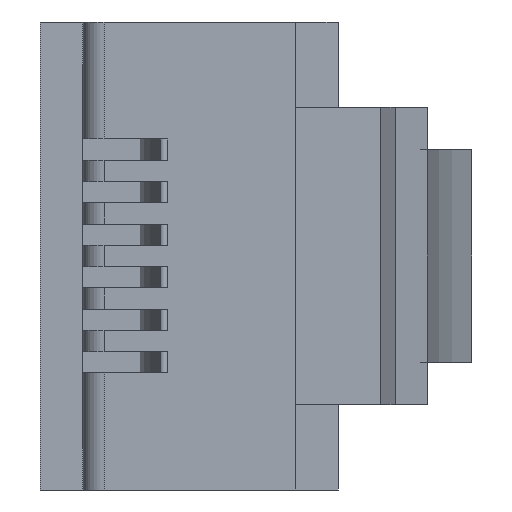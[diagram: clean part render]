
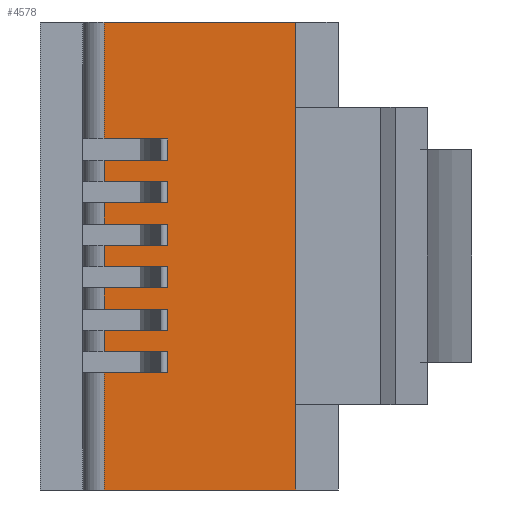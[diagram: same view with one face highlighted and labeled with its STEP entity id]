
A CAD part, left-side view. The second image highlights one B-rep face of the part: STEP entity #4578.
In plain terms, the highlighted face is planar.
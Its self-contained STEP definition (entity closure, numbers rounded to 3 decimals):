
#188=PLANE('',#4900);
#366=FACE_OUTER_BOUND('',#613,.T.);
#613=EDGE_LOOP('',(#3398,#3399,#3400,#3401,#3402,#3403,#3404,#3405,#3406,
#3407,#3408,#3409,#3410,#3411,#3412,#3413,#3414,#3415,#3416,#3417,#3418,
#3419,#3420,#3421,#3422,#3423,#3424,#3425,#3426,#3427));
#858=LINE('',#6709,#1385);
#862=LINE('',#6718,#1389);
#866=LINE('',#6727,#1393);
#870=LINE('',#6736,#1397);
#874=LINE('',#6745,#1401);
#878=LINE('',#6754,#1405);
#892=LINE('',#6788,#1419);
#898=LINE('',#6800,#1425);
#939=LINE('',#6883,#1466);
#947=LINE('',#6898,#1474);
#951=LINE('',#6907,#1478);
#959=LINE('',#6922,#1486);
#963=LINE('',#6931,#1490);
#971=LINE('',#6946,#1498);
#975=LINE('',#6955,#1502);
#983=LINE('',#6970,#1510);
#987=LINE('',#6979,#1514);
#995=LINE('',#6994,#1522);
#999=LINE('',#7003,#1526);
#1007=LINE('',#7018,#1534);
#1011=LINE('',#7025,#1538);
#1012=LINE('',#7027,#1539);
#1013=LINE('',#7029,#1540);
#1014=LINE('',#7030,#1541);
#1015=LINE('',#7031,#1542);
#1016=LINE('',#7032,#1543);
#1017=LINE('',#7033,#1544);
#1018=LINE('',#7034,#1545);
#1019=LINE('',#7035,#1546);
#1020=LINE('',#7036,#1547);
#1385=VECTOR('',#5355,1000.);
#1389=VECTOR('',#5361,1000.);
#1393=VECTOR('',#5367,1000.);
#1397=VECTOR('',#5373,1000.);
#1401=VECTOR('',#5379,1000.);
#1405=VECTOR('',#5385,1000.);
#1419=VECTOR('',#5407,1000.);
#1425=VECTOR('',#5415,1000.);
#1466=VECTOR('',#5464,1000.);
#1474=VECTOR('',#5476,1000.);
#1478=VECTOR('',#5486,1000.);
#1486=VECTOR('',#5498,1000.);
#1490=VECTOR('',#5508,1000.);
#1498=VECTOR('',#5520,1000.);
#1502=VECTOR('',#5530,1000.);
#1510=VECTOR('',#5542,1000.);
#1514=VECTOR('',#5552,1000.);
#1522=VECTOR('',#5564,1000.);
#1526=VECTOR('',#5574,1000.);
#1534=VECTOR('',#5586,1000.);
#1538=VECTOR('',#5594,1000.);
#1539=VECTOR('',#5595,1000.);
#1540=VECTOR('',#5596,1000.);
#1541=VECTOR('',#5597,1000.);
#1542=VECTOR('',#5598,1000.);
#1543=VECTOR('',#5599,1000.);
#1544=VECTOR('',#5600,1000.);
#1545=VECTOR('',#5601,1000.);
#1546=VECTOR('',#5602,1000.);
#1547=VECTOR('',#5603,1000.);
#1996=VERTEX_POINT('',#6703);
#1998=VERTEX_POINT('',#6707);
#2000=VERTEX_POINT('',#6712);
#2002=VERTEX_POINT('',#6716);
#2004=VERTEX_POINT('',#6721);
#2006=VERTEX_POINT('',#6725);
#2008=VERTEX_POINT('',#6730);
#2010=VERTEX_POINT('',#6734);
#2012=VERTEX_POINT('',#6739);
#2014=VERTEX_POINT('',#6743);
#2016=VERTEX_POINT('',#6748);
#2018=VERTEX_POINT('',#6752);
#2033=VERTEX_POINT('',#6785);
#2034=VERTEX_POINT('',#6787);
#2038=VERTEX_POINT('',#6798);
#2039=VERTEX_POINT('',#6799);
#2077=VERTEX_POINT('',#6881);
#2082=VERTEX_POINT('',#6897);
#2084=VERTEX_POINT('',#6905);
#2089=VERTEX_POINT('',#6921);
#2091=VERTEX_POINT('',#6929);
#2096=VERTEX_POINT('',#6945);
#2098=VERTEX_POINT('',#6953);
#2103=VERTEX_POINT('',#6969);
#2105=VERTEX_POINT('',#6977);
#2110=VERTEX_POINT('',#6993);
#2112=VERTEX_POINT('',#7001);
#2117=VERTEX_POINT('',#7017);
#2119=VERTEX_POINT('',#7026);
#2120=VERTEX_POINT('',#7028);
#2462=EDGE_CURVE('',#1998,#1996,#858,.T.);
#2466=EDGE_CURVE('',#2002,#2000,#862,.T.);
#2470=EDGE_CURVE('',#2006,#2004,#866,.T.);
#2474=EDGE_CURVE('',#2010,#2008,#870,.T.);
#2478=EDGE_CURVE('',#2014,#2012,#874,.T.);
#2482=EDGE_CURVE('',#2018,#2016,#878,.T.);
#2497=EDGE_CURVE('',#2033,#2034,#892,.T.);
#2503=EDGE_CURVE('',#2038,#2039,#898,.T.);
#2546=EDGE_CURVE('',#2077,#1998,#939,.T.);
#2554=EDGE_CURVE('',#1996,#2082,#947,.T.);
#2560=EDGE_CURVE('',#2002,#2084,#951,.T.);
#2568=EDGE_CURVE('',#2000,#2089,#959,.T.);
#2574=EDGE_CURVE('',#2091,#2006,#963,.T.);
#2582=EDGE_CURVE('',#2096,#2004,#971,.T.);
#2588=EDGE_CURVE('',#2098,#2010,#975,.T.);
#2596=EDGE_CURVE('',#2008,#2103,#983,.T.);
#2602=EDGE_CURVE('',#2105,#2014,#987,.T.);
#2610=EDGE_CURVE('',#2110,#2012,#995,.T.);
#2616=EDGE_CURVE('',#2018,#2112,#999,.T.);
#2624=EDGE_CURVE('',#2117,#2016,#1007,.T.);
#2629=EDGE_CURVE('',#2077,#2038,#1011,.T.);
#2630=EDGE_CURVE('',#2119,#2039,#1012,.T.);
#2631=EDGE_CURVE('',#2120,#2119,#1013,.T.);
#2632=EDGE_CURVE('',#2034,#2120,#1014,.T.);
#2633=EDGE_CURVE('',#2033,#2117,#1015,.T.);
#2634=EDGE_CURVE('',#2112,#2110,#1016,.T.);
#2635=EDGE_CURVE('',#2105,#2103,#1017,.T.);
#2636=EDGE_CURVE('',#2098,#2096,#1018,.T.);
#2637=EDGE_CURVE('',#2091,#2089,#1019,.T.);
#2638=EDGE_CURVE('',#2084,#2082,#1020,.T.);
#3398=ORIENTED_EDGE('',*,*,#2546,.F.);
#3399=ORIENTED_EDGE('',*,*,#2629,.T.);
#3400=ORIENTED_EDGE('',*,*,#2503,.T.);
#3401=ORIENTED_EDGE('',*,*,#2630,.F.);
#3402=ORIENTED_EDGE('',*,*,#2631,.F.);
#3403=ORIENTED_EDGE('',*,*,#2632,.F.);
#3404=ORIENTED_EDGE('',*,*,#2497,.F.);
#3405=ORIENTED_EDGE('',*,*,#2633,.T.);
#3406=ORIENTED_EDGE('',*,*,#2624,.T.);
#3407=ORIENTED_EDGE('',*,*,#2482,.F.);
#3408=ORIENTED_EDGE('',*,*,#2616,.T.);
#3409=ORIENTED_EDGE('',*,*,#2634,.T.);
#3410=ORIENTED_EDGE('',*,*,#2610,.T.);
#3411=ORIENTED_EDGE('',*,*,#2478,.F.);
#3412=ORIENTED_EDGE('',*,*,#2602,.F.);
#3413=ORIENTED_EDGE('',*,*,#2635,.T.);
#3414=ORIENTED_EDGE('',*,*,#2596,.F.);
#3415=ORIENTED_EDGE('',*,*,#2474,.F.);
#3416=ORIENTED_EDGE('',*,*,#2588,.F.);
#3417=ORIENTED_EDGE('',*,*,#2636,.T.);
#3418=ORIENTED_EDGE('',*,*,#2582,.T.);
#3419=ORIENTED_EDGE('',*,*,#2470,.F.);
#3420=ORIENTED_EDGE('',*,*,#2574,.F.);
#3421=ORIENTED_EDGE('',*,*,#2637,.T.);
#3422=ORIENTED_EDGE('',*,*,#2568,.F.);
#3423=ORIENTED_EDGE('',*,*,#2466,.F.);
#3424=ORIENTED_EDGE('',*,*,#2560,.T.);
#3425=ORIENTED_EDGE('',*,*,#2638,.T.);
#3426=ORIENTED_EDGE('',*,*,#2554,.F.);
#3427=ORIENTED_EDGE('',*,*,#2462,.F.);
#4578=ADVANCED_FACE('',(#366),#188,.T.);
#4900=AXIS2_PLACEMENT_3D('',#7024,#5592,#5593);
#5355=DIRECTION('',(1.,0.,0.));
#5361=DIRECTION('',(1.,0.,0.));
#5367=DIRECTION('',(1.,0.,0.));
#5373=DIRECTION('',(1.,0.,0.));
#5379=DIRECTION('',(1.,0.,0.));
#5385=DIRECTION('',(1.,0.,0.));
#5407=DIRECTION('',(0.,-1.,0.));
#5415=DIRECTION('',(0.,-1.,0.));
#5464=DIRECTION('',(0.,-1.,0.));
#5476=DIRECTION('',(0.,1.,0.));
#5486=DIRECTION('',(0.,1.,0.));
#5498=DIRECTION('',(0.,1.,0.));
#5508=DIRECTION('',(0.,-1.,0.));
#5520=DIRECTION('',(0.,-1.,0.));
#5530=DIRECTION('',(0.,-1.,0.));
#5542=DIRECTION('',(0.,1.,0.));
#5552=DIRECTION('',(0.,-1.,0.));
#5564=DIRECTION('',(0.,-1.,0.));
#5574=DIRECTION('',(0.,1.,0.));
#5586=DIRECTION('',(0.,-1.,0.));
#5592=DIRECTION('center_axis',(0.,0.,1.));
#5593=DIRECTION('ref_axis',(1.,0.,0.));
#5594=DIRECTION('',(-1.,0.,0.));
#5595=DIRECTION('',(-1.,0.,0.));
#5596=DIRECTION('',(-1.,0.,0.));
#5597=DIRECTION('',(-1.,0.,0.));
#5598=DIRECTION('',(-1.,0.,0.));
#5599=DIRECTION('',(-1.,0.,0.));
#5600=DIRECTION('',(-1.,0.,0.));
#5601=DIRECTION('',(-1.,0.,0.));
#5602=DIRECTION('',(-1.,0.,0.));
#5603=DIRECTION('',(-1.,0.,0.));
#6703=CARTESIAN_POINT('',(-58.575,4.,0.));
#6707=CARTESIAN_POINT('',(-59.075,4.,0.));
#6709=CARTESIAN_POINT('',(0.,4.,0.));
#6712=CARTESIAN_POINT('',(-57.575,4.,0.));
#6716=CARTESIAN_POINT('',(-58.075,4.,0.));
#6718=CARTESIAN_POINT('',(0.,4.,0.));
#6721=CARTESIAN_POINT('',(-56.575,4.,0.));
#6725=CARTESIAN_POINT('',(-57.075,4.,0.));
#6727=CARTESIAN_POINT('',(0.,4.,0.));
#6730=CARTESIAN_POINT('',(-55.575,4.,0.));
#6734=CARTESIAN_POINT('',(-56.075,4.,0.));
#6736=CARTESIAN_POINT('',(0.,4.,0.));
#6739=CARTESIAN_POINT('',(-54.575,4.,0.));
#6743=CARTESIAN_POINT('',(-55.075,4.,0.));
#6745=CARTESIAN_POINT('',(0.,4.,0.));
#6748=CARTESIAN_POINT('',(-53.575,4.,0.));
#6752=CARTESIAN_POINT('',(-54.075,4.,0.));
#6754=CARTESIAN_POINT('',(0.,4.,0.));
#6785=CARTESIAN_POINT('',(-50.825,5.5,0.));
#6787=CARTESIAN_POINT('',(-50.825,1.,0.));
#6788=CARTESIAN_POINT('',(-50.825,0.,0.));
#6798=CARTESIAN_POINT('',(-61.825,5.5,0.));
#6799=CARTESIAN_POINT('',(-61.825,1.,0.));
#6800=CARTESIAN_POINT('',(-61.825,0.,0.));
#6881=CARTESIAN_POINT('',(-59.075,5.5,0.));
#6883=CARTESIAN_POINT('',(-59.075,0.,0.));
#6897=CARTESIAN_POINT('',(-58.575,5.5,0.));
#6898=CARTESIAN_POINT('',(-58.575,0.,0.));
#6905=CARTESIAN_POINT('',(-58.075,5.5,0.));
#6907=CARTESIAN_POINT('',(-58.075,0.,0.));
#6921=CARTESIAN_POINT('',(-57.575,5.5,0.));
#6922=CARTESIAN_POINT('',(-57.575,0.,0.));
#6929=CARTESIAN_POINT('',(-57.075,5.5,0.));
#6931=CARTESIAN_POINT('',(-57.075,0.,0.));
#6945=CARTESIAN_POINT('',(-56.575,5.5,0.));
#6946=CARTESIAN_POINT('',(-56.575,0.,0.));
#6953=CARTESIAN_POINT('',(-56.075,5.5,0.));
#6955=CARTESIAN_POINT('',(-56.075,0.,0.));
#6969=CARTESIAN_POINT('',(-55.575,5.5,0.));
#6970=CARTESIAN_POINT('',(-55.575,0.,0.));
#6977=CARTESIAN_POINT('',(-55.075,5.5,0.));
#6979=CARTESIAN_POINT('',(-55.075,0.,0.));
#6993=CARTESIAN_POINT('',(-54.575,5.5,0.));
#6994=CARTESIAN_POINT('',(-54.575,0.,0.));
#7001=CARTESIAN_POINT('',(-54.075,5.5,0.));
#7003=CARTESIAN_POINT('',(-54.075,0.,0.));
#7017=CARTESIAN_POINT('',(-53.575,5.5,0.));
#7018=CARTESIAN_POINT('',(-53.575,0.,0.));
#7024=CARTESIAN_POINT('Origin',(0.,0.,0.));
#7025=CARTESIAN_POINT('',(-61.825,5.5,0.));
#7026=CARTESIAN_POINT('',(-59.825,1.,0.));
#7027=CARTESIAN_POINT('',(-59.825,1.,0.));
#7028=CARTESIAN_POINT('',(-52.825,1.,0.));
#7029=CARTESIAN_POINT('',(-59.825,1.,0.));
#7030=CARTESIAN_POINT('',(-50.825,1.,0.));
#7031=CARTESIAN_POINT('',(-53.575,5.5,0.));
#7032=CARTESIAN_POINT('',(-54.575,5.5,0.));
#7033=CARTESIAN_POINT('',(-55.575,5.5,0.));
#7034=CARTESIAN_POINT('',(-56.575,5.5,0.));
#7035=CARTESIAN_POINT('',(-57.575,5.5,0.));
#7036=CARTESIAN_POINT('',(-58.575,5.5,0.));
